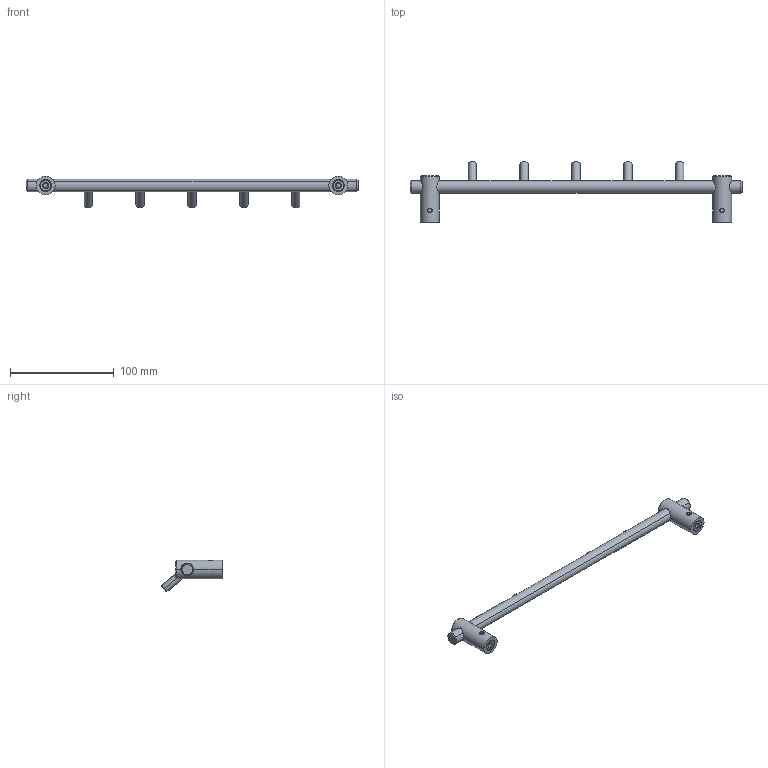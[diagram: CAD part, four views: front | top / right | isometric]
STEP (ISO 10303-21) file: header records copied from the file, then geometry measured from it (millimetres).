
FILE_DESCRIPTION(('Creo Elements/Direct Modeling STEP Export'),'2;1');
FILE_NAME('2312-320.stp','2022-05-04T 9:57:12',(''),(''),'Creo Elements/Direct Modeling STEP processor for AP214 (Solid Model)','Creo Elements/Direct Modeling 20.0 12-Nov-2016 (C) Parametric Technology GmbH','');
FILE_SCHEMA(('AUTOMOTIVE_DESIGN { 1 0 10303 214 1 1 1 1 }'));
Length unit declared in the file: millimetre
Products named in the file (7): Hakenteil.3; M5x6_DIN914; M8x10_DIN914.1; Sockel; Anschraubteil; Stange; NI-9119
Assembly tree (14 placements, depth 2):
  NI-9119
    M8x10_DIN914.1  x2
    M5x6_DIN914  x2
    Sockel  x2
    Stange
    Anschraubteil  x2
    Hakenteil.3  x5
Bounding box: 320 x 58.62 x 30.51 mm (x, y, z)
Volume: 58532.6 mm3; surface area: 28523.4 mm2
Topology: 14 solids, 14 shells, 228 faces, 505 edges, 303 vertices
Faces by surface type: cylinder 100, plane 68, cone 60
Entity records: 8082 total; most frequent: CARTESIAN_POINT 4813, ORIENTED_EDGE 602, DIRECTION 578, EDGE_CURVE 301, AXIS2_PLACEMENT_3D 221, VERTEX_POINT 187, EDGE_LOOP 156, FACE_OUTER_BOUND 137
